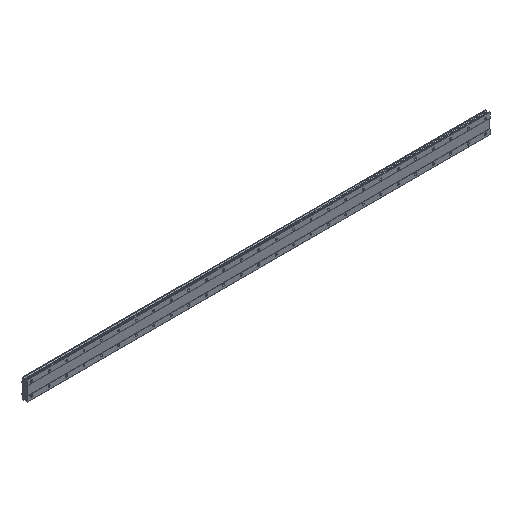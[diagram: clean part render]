
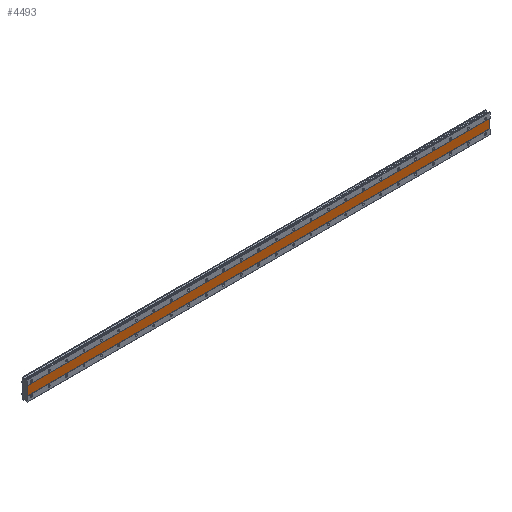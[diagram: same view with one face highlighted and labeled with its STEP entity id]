
A CAD part, isometric view. The second image highlights one B-rep face of the part: STEP entity #4493.
In plain terms, the highlighted planar face has unit normal (0, -1, 0).
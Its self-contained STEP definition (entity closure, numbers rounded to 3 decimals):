
#34 = VECTOR ( 'NONE', #5909, 1000. ) ;
#163 = LINE ( 'NONE', #5381, #34 ) ;
#598 = CARTESIAN_POINT ( 'NONE',  ( 2100., 1., 20. ) ) ;
#614 = DIRECTION ( 'NONE',  ( 0., 0., 1. ) ) ;
#638 = VERTEX_POINT ( 'NONE', #598 ) ;
#789 = VECTOR ( 'NONE', #5724, 1000. ) ;
#992 = EDGE_LOOP ( 'NONE', ( #5322, #8705, #8980, #2510 ) ) ;
#1200 = DIRECTION ( 'NONE',  ( -1., 0., 0. ) ) ;
#1977 = CARTESIAN_POINT ( 'NONE',  ( 2100., 1., -20. ) ) ;
#2422 = LINE ( 'NONE', #8258, #6146 ) ;
#2510 = ORIENTED_EDGE ( 'NONE', *, *, #6711, .F. ) ;
#2724 = DIRECTION ( 'NONE',  ( 0., 1., 0. ) ) ;
#2769 = VERTEX_POINT ( 'NONE', #8497 ) ;
#3457 = AXIS2_PLACEMENT_3D ( 'NONE', #9336, #2724, #614 ) ;
#3927 = VERTEX_POINT ( 'NONE', #6116 ) ;
#4041 = EDGE_CURVE ( 'NONE', #2769, #4103, #8544, .T. ) ;
#4086 = LINE ( 'NONE', #8524, #789 ) ;
#4103 = VERTEX_POINT ( 'NONE', #5642 ) ;
#4142 = PLANE ( 'NONE',  #3457 ) ;
#4493 = ADVANCED_FACE ( 'NONE', ( #7802 ), #4142, .F. ) ;
#4515 = VECTOR ( 'NONE', #1200, 1000. ) ;
#5196 = EDGE_CURVE ( 'NONE', #3927, #638, #2422, .T. ) ;
#5322 = ORIENTED_EDGE ( 'NONE', *, *, #4041, .F. ) ;
#5381 = CARTESIAN_POINT ( 'NONE',  ( 2100., 1., 20. ) ) ;
#5642 = CARTESIAN_POINT ( 'NONE',  ( -20., 1., -20. ) ) ;
#5724 = DIRECTION ( 'NONE',  ( 0., 0., 1. ) ) ;
#5909 = DIRECTION ( 'NONE',  ( 0., 0., -1. ) ) ;
#6116 = CARTESIAN_POINT ( 'NONE',  ( -20., 1., 20. ) ) ;
#6146 = VECTOR ( 'NONE', #9023, 1000. ) ;
#6711 = EDGE_CURVE ( 'NONE', #4103, #3927, #4086, .T. ) ;
#7802 = FACE_OUTER_BOUND ( 'NONE', #992, .T. ) ;
#8258 = CARTESIAN_POINT ( 'NONE',  ( 2100., 1., 20. ) ) ;
#8497 = CARTESIAN_POINT ( 'NONE',  ( 2100., 1., -20. ) ) ;
#8524 = CARTESIAN_POINT ( 'NONE',  ( -20., 1., 20. ) ) ;
#8544 = LINE ( 'NONE', #1977, #4515 ) ;
#8705 = ORIENTED_EDGE ( 'NONE', *, *, #9209, .F. ) ;
#8980 = ORIENTED_EDGE ( 'NONE', *, *, #5196, .F. ) ;
#9023 = DIRECTION ( 'NONE',  ( 1., 0., 0. ) ) ;
#9209 = EDGE_CURVE ( 'NONE', #638, #2769, #163, .T. ) ;
#9336 = CARTESIAN_POINT ( 'NONE',  ( 2100., 1., 20. ) ) ;
